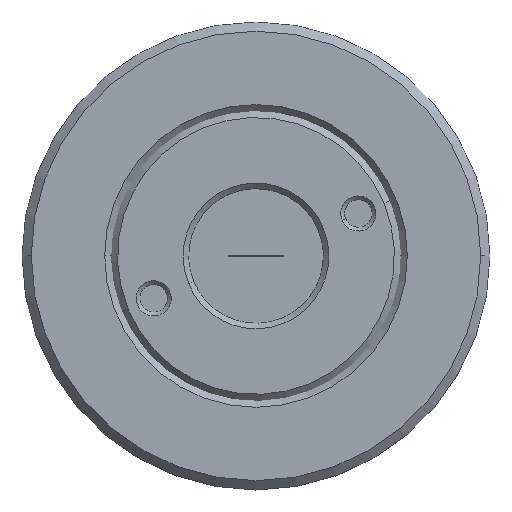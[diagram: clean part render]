
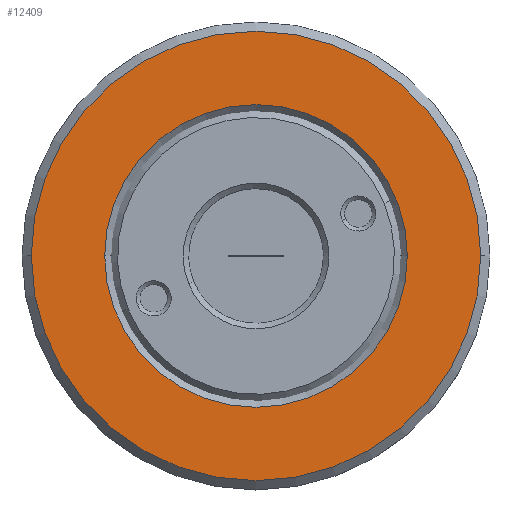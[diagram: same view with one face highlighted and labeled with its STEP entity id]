
A CAD part, top view. The second image highlights one B-rep face of the part: STEP entity #12409.
In plain terms, the highlighted planar face has unit normal (0, 0, 1).
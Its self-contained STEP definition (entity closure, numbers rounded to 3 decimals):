
#86 = DIRECTION ( 'NONE',  ( 0., 0., -1. ) ) ;
#187 = EDGE_LOOP ( 'NONE', ( #6438, #8993 ) ) ;
#205 = AXIS2_PLACEMENT_3D ( 'NONE', #6843, #86, #7981 ) ;
#660 = DIRECTION ( 'NONE',  ( 0., 0., -1. ) ) ;
#754 = EDGE_CURVE ( 'NONE', #10776, #12587, #2481, .T. ) ;
#764 = AXIS2_PLACEMENT_3D ( 'NONE', #5392, #660, #9989 ) ;
#1797 = DIRECTION ( 'NONE',  ( -1., 0., 0. ) ) ;
#1916 = CARTESIAN_POINT ( 'NONE',  ( -55.282, 12.68, 1.466 ) ) ;
#1947 = CARTESIAN_POINT ( 'NONE',  ( -43.107, 12.68, 1.466 ) ) ;
#2481 = CIRCLE ( 'NONE', #8967, 12.175 ) ;
#2767 = CIRCLE ( 'NONE', #13843, 12.175 ) ;
#3189 = CARTESIAN_POINT ( 'NONE',  ( -43.107, 12.68, 1.466 ) ) ;
#4211 = DIRECTION ( 'NONE',  ( 0., 0., 1. ) ) ;
#4745 = VERTEX_POINT ( 'NONE', #8265 ) ;
#5335 = FACE_OUTER_BOUND ( 'NONE', #187, .T. ) ;
#5392 = CARTESIAN_POINT ( 'NONE',  ( -43.107, 12.68, 1.466 ) ) ;
#6385 = CARTESIAN_POINT ( 'NONE',  ( -34.907, 12.68, 1.466 ) ) ;
#6438 = ORIENTED_EDGE ( 'NONE', *, *, #6518, .F. ) ;
#6480 = VERTEX_POINT ( 'NONE', #6385 ) ;
#6518 = EDGE_CURVE ( 'NONE', #12587, #10776, #2767, .T. ) ;
#6843 = CARTESIAN_POINT ( 'NONE',  ( -43.107, 12.68, 1.466 ) ) ;
#7780 = DIRECTION ( 'NONE',  ( -1., 0., 0. ) ) ;
#7855 = DIRECTION ( 'NONE',  ( 0., 0., -1. ) ) ;
#7981 = DIRECTION ( 'NONE',  ( 1., 0., 0. ) ) ;
#8131 = ORIENTED_EDGE ( 'NONE', *, *, #11143, .T. ) ;
#8265 = CARTESIAN_POINT ( 'NONE',  ( -51.307, 12.68, 1.466 ) ) ;
#8700 = ORIENTED_EDGE ( 'NONE', *, *, #8995, .T. ) ;
#8967 = AXIS2_PLACEMENT_3D ( 'NONE', #3189, #7855, #7780 ) ;
#8993 = ORIENTED_EDGE ( 'NONE', *, *, #754, .F. ) ;
#8995 = EDGE_CURVE ( 'NONE', #4745, #6480, #11350, .T. ) ;
#9926 = PLANE ( 'NONE',  #14778 ) ;
#9989 = DIRECTION ( 'NONE',  ( 1., 0., 0. ) ) ;
#10776 = VERTEX_POINT ( 'NONE', #13722 ) ;
#10839 = DIRECTION ( 'NONE',  ( 0., 0., -1. ) ) ;
#10990 = FACE_BOUND ( 'NONE', #11680, .T. ) ;
#11143 = EDGE_CURVE ( 'NONE', #6480, #4745, #11262, .T. ) ;
#11212 = DIRECTION ( 'NONE',  ( 1., 0., 0. ) ) ;
#11262 = CIRCLE ( 'NONE', #205, 8.2 ) ;
#11350 = CIRCLE ( 'NONE', #764, 8.2 ) ;
#11680 = EDGE_LOOP ( 'NONE', ( #8131, #8700 ) ) ;
#12125 = CARTESIAN_POINT ( 'NONE',  ( -43.107, 12.68, 1.466 ) ) ;
#12409 = ADVANCED_FACE ( 'NONE', ( #10990, #5335 ), #9926, .T. ) ;
#12587 = VERTEX_POINT ( 'NONE', #1916 ) ;
#13722 = CARTESIAN_POINT ( 'NONE',  ( -30.932, 12.68, 1.466 ) ) ;
#13843 = AXIS2_PLACEMENT_3D ( 'NONE', #12125, #10839, #1797 ) ;
#14778 = AXIS2_PLACEMENT_3D ( 'NONE', #1947, #4211, #11212 ) ;
